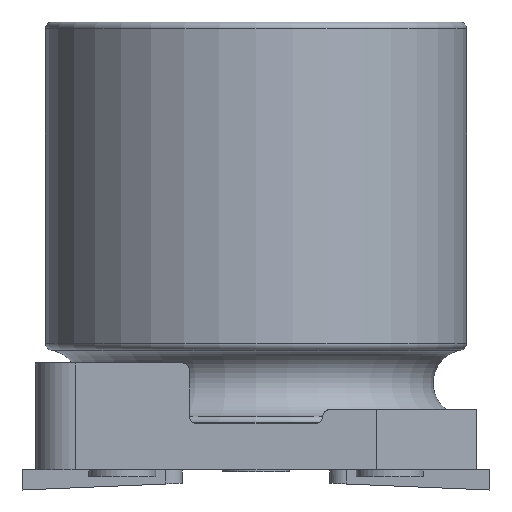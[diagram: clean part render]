
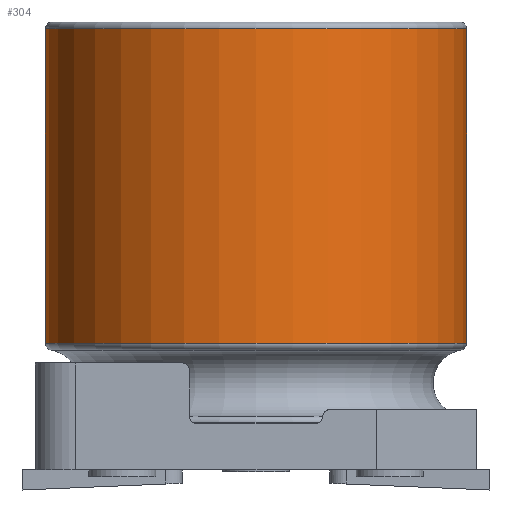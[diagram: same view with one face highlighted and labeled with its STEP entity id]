
A CAD part, front view. The second image highlights one B-rep face of the part: STEP entity #304.
In plain terms, the highlighted cylindrical face has radius 3.15 mm (diameter 6.3 mm), a full revolution.
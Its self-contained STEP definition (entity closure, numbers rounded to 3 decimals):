
#205=CYLINDRICAL_SURFACE('',#1434,3.15);
#244=FACE_BOUND('',#486,.T.);
#245=FACE_BOUND('',#487,.T.);
#304=ADVANCED_FACE('',(#244,#245),#205,.T.);
#486=EDGE_LOOP('',(#805));
#487=EDGE_LOOP('',(#806));
#556=CIRCLE('',#1432,3.15);
#557=CIRCLE('',#1433,3.15);
#805=ORIENTED_EDGE('',*,*,#1122,.T.);
#806=ORIENTED_EDGE('',*,*,#1123,.T.);
#973=VERTEX_POINT('',#2211);
#974=VERTEX_POINT('',#2213);
#1122=EDGE_CURVE('',#973,#973,#556,.T.);
#1123=EDGE_CURVE('',#974,#974,#557,.T.);
#1432=AXIS2_PLACEMENT_3D('',#2210,#1713,#1714);
#1433=AXIS2_PLACEMENT_3D('',#2212,#1715,#1716);
#1434=AXIS2_PLACEMENT_3D('',#2214,#1717,#1718);
#1713=DIRECTION('',(0.,0.,1.));
#1714=DIRECTION('',(1.,0.,0.));
#1715=DIRECTION('',(0.,0.,-1.));
#1716=DIRECTION('',(-1.,0.,0.));
#1717=DIRECTION('',(0.,0.,-1.));
#1718=DIRECTION('',(-1.,0.,0.));
#2210=CARTESIAN_POINT('',(0.,0.,1.892));
#2211=CARTESIAN_POINT('',(3.15,0.,1.892));
#2212=CARTESIAN_POINT('',(0.,0.,6.6));
#2213=CARTESIAN_POINT('',(-3.15,0.,6.6));
#2214=CARTESIAN_POINT('',(0.,0.,0.));
